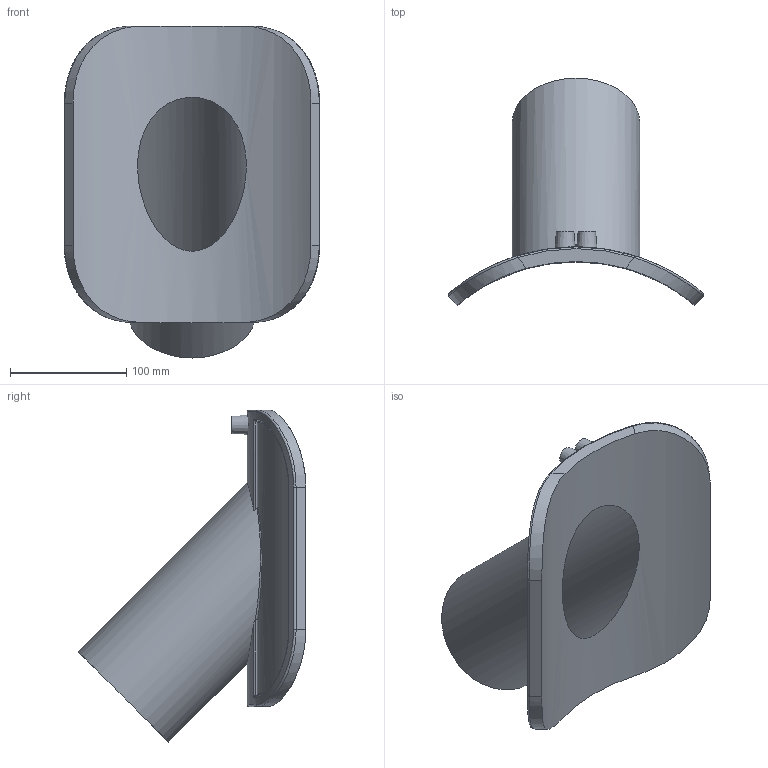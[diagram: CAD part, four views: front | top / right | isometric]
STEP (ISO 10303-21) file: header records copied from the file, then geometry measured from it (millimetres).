
FILE_DESCRIPTION(/* description */ ('PLASSON WASTE WATER SADDLE 45 INLET 225-315 X 110'),/* implementation_level */ '2;1');
FILE_NAME(/* name */ '4758A4250110.ipt.stp',/* time_stamp */ '2017-11-06T09:10:07+02:00',/* author */ ('Кирилл'),/* organization */ (''),/* preprocessor_version */ 'ST-DEVELOPER v15.6',/* originating_system */ 'Autodesk Inventor 2015',/* authorisation */ '');
FILE_SCHEMA (('AUTOMOTIVE_DESIGN { 1 0 10303 214 3 1 1 }'));
Length unit declared in the file: millimetre
Products named in the file (1): 4758A4250110
Bounding box: 219.69 x 195.76 x 285.5 mm (x, y, z)
Volume: 903897.9 mm3; surface area: 209135.2 mm2
Topology: 1 solids, 1 shells, 71 faces, 164 edges, 102 vertices
Faces by surface type: cylinder 32, bspline 14, plane 13, torus 10, cone 2
Full cylindrical faces by diameter (mm): 4 x2, 10 x2, 93.5 x1, 110 x1
Entity records: 3172 total; most frequent: CARTESIAN_POINT 1703, ORIENTED_EDGE 306, DIRECTION 262, EDGE_CURVE 153, AXIS2_PLACEMENT_3D 112, VERTEX_POINT 99, EDGE_LOOP 88, FACE_OUTER_BOUND 71
